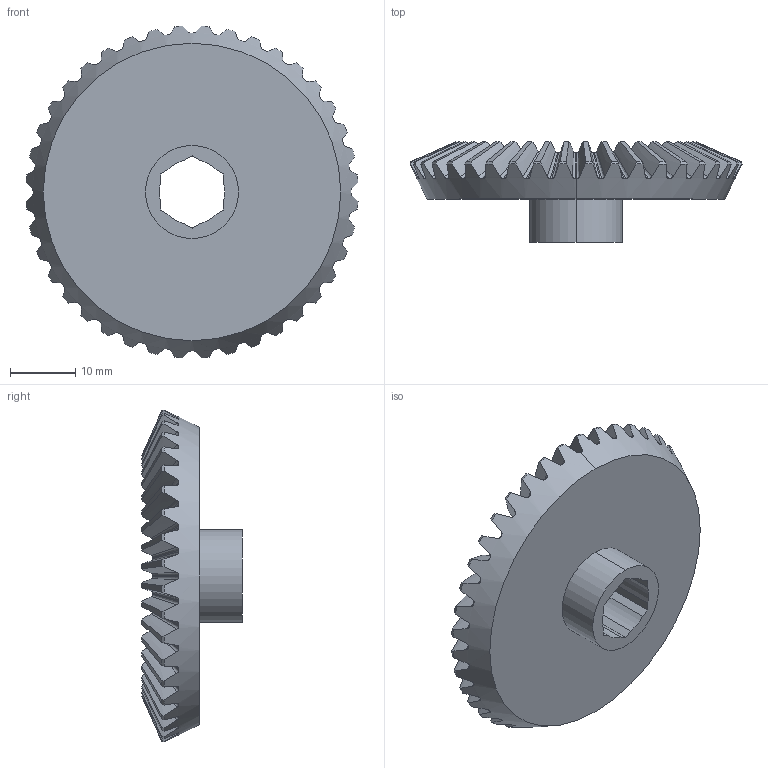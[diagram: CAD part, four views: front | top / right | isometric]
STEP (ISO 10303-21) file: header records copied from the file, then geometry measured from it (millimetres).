
FILE_DESCRIPTION (( 'STEP AP214' ), '1' );
FILE_NAME ('am-2620 40t 1-25mod bevel gear.STEP', '2014-08-20T18:45:44', ( '' ), ( '' ), 'SwSTEP 2.0', 'SolidWorks 2014', '' );
FILE_SCHEMA (( 'AUTOMOTIVE_DESIGN' ));
Length unit declared in the file: inch
Products named in the file (1): am-2620 40t 1-25mod bevel gear
Bounding box: 50.76 x 15.38 x 50.76 mm (x, y, z)
Volume: 11236.6 mm3; surface area: 6136.3 mm2
Topology: 1 solids, 1 shells, 354 faces, 1051 edges, 700 vertices
Faces by surface type: bspline 200, cone 131, plane 15, cylinder 8
Entity records: 16905 total; most frequent: CARTESIAN_POINT 9082, ORIENTED_EDGE 2102, EDGE_CURVE 1051, DIRECTION 899, VERTEX_POINT 700, B_SPLINE_CURVE_WITH_KNOTS 652, EDGE_LOOP 357, ADVANCED_FACE 354
